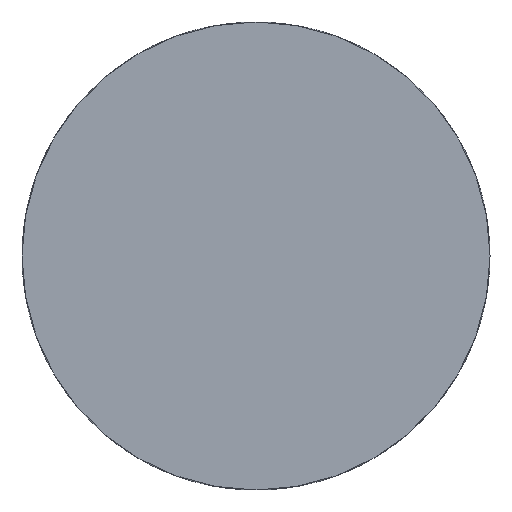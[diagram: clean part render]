
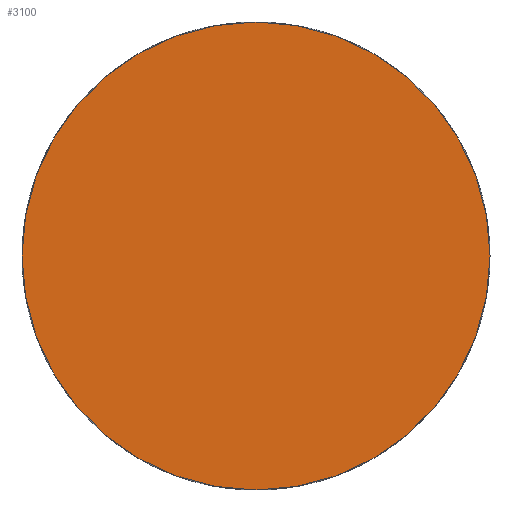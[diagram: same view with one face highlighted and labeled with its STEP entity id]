
A CAD part, top view. The second image highlights one B-rep face of the part: STEP entity #3100.
In plain terms, the highlighted planar face has unit normal (0, 0, 1).
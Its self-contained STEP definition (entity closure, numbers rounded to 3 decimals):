
#168 = CARTESIAN_POINT ( 'NONE',  ( 0., 0., 15. ) ) ;
#383 = AXIS2_PLACEMENT_3D ( 'NONE', #1239, #3727, #4179 ) ;
#527 = CARTESIAN_POINT ( 'NONE',  ( 0., 0., 15. ) ) ;
#755 = CIRCLE ( 'NONE', #3952, 80. ) ;
#1052 = EDGE_CURVE ( 'NONE', #3860, #3397, #755, .T. ) ;
#1239 = CARTESIAN_POINT ( 'NONE',  ( 0., 0., 15. ) ) ;
#1274 = ORIENTED_EDGE ( 'NONE', *, *, #1052, .T. ) ;
#1374 = CIRCLE ( 'NONE', #2292, 80. ) ;
#1550 = FACE_OUTER_BOUND ( 'NONE', #3924, .T. ) ;
#2060 = ORIENTED_EDGE ( 'NONE', *, *, #2277, .T. ) ;
#2277 = EDGE_CURVE ( 'NONE', #3397, #3860, #1374, .T. ) ;
#2292 = AXIS2_PLACEMENT_3D ( 'NONE', #168, #2661, #3760 ) ;
#2488 = CARTESIAN_POINT ( 'NONE',  ( 80., 0., 15. ) ) ;
#2661 = DIRECTION ( 'NONE',  ( 0., 0., 1. ) ) ;
#2982 = DIRECTION ( 'NONE',  ( 0., 0., 1. ) ) ;
#3100 = ADVANCED_FACE ( 'NONE', ( #1550 ), #3776, .T. ) ;
#3397 = VERTEX_POINT ( 'NONE', #2488 ) ;
#3727 = DIRECTION ( 'NONE',  ( 0., 0., 1. ) ) ;
#3760 = DIRECTION ( 'NONE',  ( 1., 0., 0. ) ) ;
#3776 = PLANE ( 'NONE',  #383 ) ;
#3860 = VERTEX_POINT ( 'NONE', #4335 ) ;
#3924 = EDGE_LOOP ( 'NONE', ( #1274, #2060 ) ) ;
#3952 = AXIS2_PLACEMENT_3D ( 'NONE', #527, #2982, #4267 ) ;
#4179 = DIRECTION ( 'NONE',  ( 1., 0., 0. ) ) ;
#4267 = DIRECTION ( 'NONE',  ( 1., 0., 0. ) ) ;
#4335 = CARTESIAN_POINT ( 'NONE',  ( -80., 0., 15. ) ) ;
